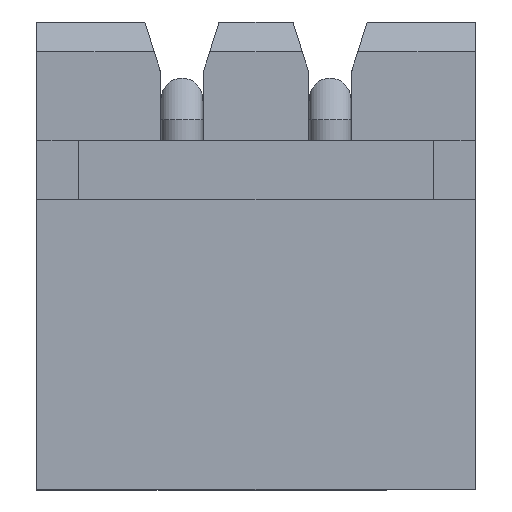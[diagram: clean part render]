
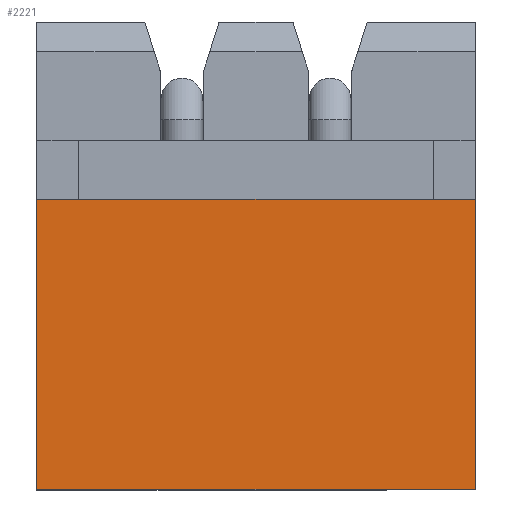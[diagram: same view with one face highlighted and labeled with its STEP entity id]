
A CAD part, top view. The second image highlights one B-rep face of the part: STEP entity #2221.
In plain terms, the highlighted planar face has unit normal (0, 0, 1).
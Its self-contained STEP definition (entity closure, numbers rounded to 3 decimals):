
#1843 = VERTEX_POINT('',#1844);
#1844 = CARTESIAN_POINT('',(-2.45,-1.7,4.9)
  );
#1850 = EDGE_CURVE('',#1851,#1843,#1853,.T.);
#1851 = VERTEX_POINT('',#1852);
#1852 = CARTESIAN_POINT('',(4.95,-1.7,4.9)
  );
#1853 = LINE('',#1854,#1855);
#1854 = CARTESIAN_POINT('',(4.95,-1.7,4.9));
#1855 = VECTOR('',#1856,1.);
#1856 = DIRECTION('',(-1.,0.,0.));
#2201 = VERTEX_POINT('',#2202);
#2202 = CARTESIAN_POINT('',(-2.45,-6.6,4.9)
  );
#2208 = EDGE_CURVE('',#1843,#2201,#2209,.T.);
#2209 = LINE('',#2210,#2211);
#2210 = CARTESIAN_POINT('',(-2.45,-1.7,4.9));
#2211 = VECTOR('',#2212,1.);
#2212 = DIRECTION('',(0.,-1.,0.));
#2221 = ADVANCED_FACE('',(#2222),#2240,.T.);
#2222 = FACE_BOUND('',#2223,.T.);
#2223 = EDGE_LOOP('',(#2224,#2225,#2233,#2239));
#2224 = ORIENTED_EDGE('',*,*,#2208,.T.);
#2225 = ORIENTED_EDGE('',*,*,#2226,.F.);
#2226 = EDGE_CURVE('',#2227,#2201,#2229,.T.);
#2227 = VERTEX_POINT('',#2228);
#2228 = CARTESIAN_POINT('',(4.95,-6.6,4.9)
  );
#2229 = LINE('',#2230,#2231);
#2230 = CARTESIAN_POINT('',(4.95,-6.6,4.9)
  );
#2231 = VECTOR('',#2232,1.);
#2232 = DIRECTION('',(-1.,0.,0.));
#2233 = ORIENTED_EDGE('',*,*,#2234,.F.);
#2234 = EDGE_CURVE('',#1851,#2227,#2235,.T.);
#2235 = LINE('',#2236,#2237);
#2236 = CARTESIAN_POINT('',(4.95,-1.7,4.9));
#2237 = VECTOR('',#2238,1.);
#2238 = DIRECTION('',(0.,-1.,0.));
#2239 = ORIENTED_EDGE('',*,*,#1850,.T.);
#2240 = PLANE('',#2241);
#2241 = AXIS2_PLACEMENT_3D('',#2242,#2243,#2244);
#2242 = CARTESIAN_POINT('',(4.95,-0.7,4.9)
  );
#2243 = DIRECTION('',(0.,0.,1.));
#2244 = DIRECTION('',(-1.,0.,0.));
